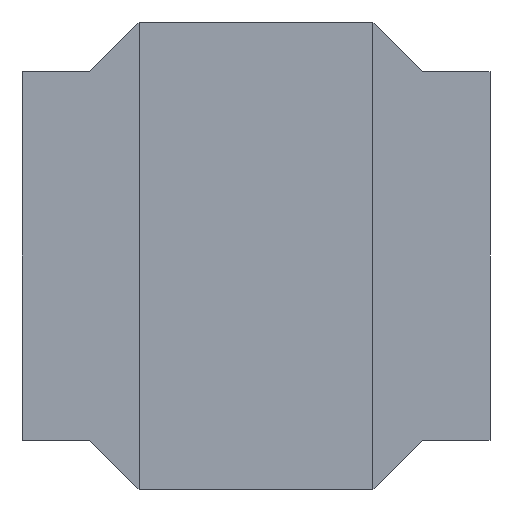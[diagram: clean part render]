
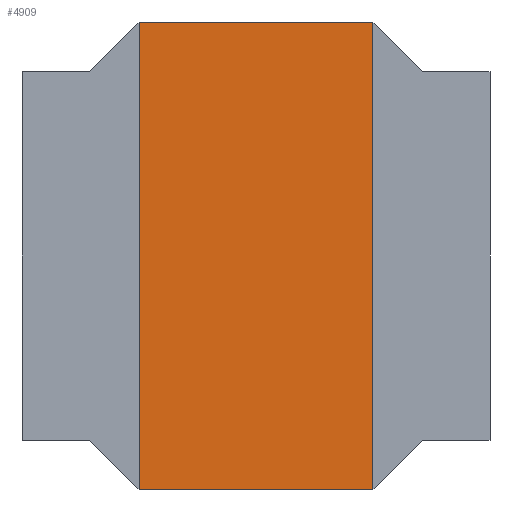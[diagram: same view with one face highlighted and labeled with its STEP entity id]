
A CAD part, front view. The second image highlights one B-rep face of the part: STEP entity #4909.
In plain terms, the highlighted planar face has unit normal (0, -1, 0).
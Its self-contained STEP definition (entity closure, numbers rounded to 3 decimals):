
#191 = LINE ( 'NONE', #192, #746 ) ;
#192 = CARTESIAN_POINT ( 'NONE',  ( 2., 0.2, 4. ) ) ;
#193 = DIRECTION ( 'NONE',  ( 0., 0., 1. ) ) ;
#679 = AXIS2_PLACEMENT_3D ( 'NONE', #6859, #6860, #6861 ) ;
#695 = VECTOR ( 'NONE', #6739, 1000. ) ;
#746 = VECTOR ( 'NONE', #193, 1000. ) ;
#856 = FACE_OUTER_BOUND ( 'NONE', #1617, .T. ) ;
#972 = VERTEX_POINT ( 'NONE', #5477 ) ;
#977 = VERTEX_POINT ( 'NONE', #5482 ) ;
#1617 = EDGE_LOOP ( 'NONE', ( #2508, #2537, #2534, #2526 ) ) ;
#2183 = LINE ( 'NONE', #2184, #7231 ) ;
#2184 = CARTESIAN_POINT ( 'NONE',  ( -2., 0.2, 4. ) ) ;
#2185 = DIRECTION ( 'NONE',  ( -1., 0., 0. ) ) ;
#2402 = VERTEX_POINT ( 'NONE', #3140 ) ;
#2508 = ORIENTED_EDGE ( 'NONE', *, *, #5100, .T. ) ;
#2526 = ORIENTED_EDGE ( 'NONE', *, *, #4869, .T. ) ;
#2534 = ORIENTED_EDGE ( 'NONE', *, *, #5199, .T. ) ;
#2537 = ORIENTED_EDGE ( 'NONE', *, *, #4893, .T. ) ;
#3140 = CARTESIAN_POINT ( 'NONE',  ( -2., 0.2, -4. ) ) ;
#3365 = CARTESIAN_POINT ( 'NONE',  ( -2., 0.2, 4. ) ) ;
#4666 = VERTEX_POINT ( 'NONE', #3365 ) ;
#4869 = EDGE_CURVE ( 'NONE', #977, #972, #191, .T. ) ;
#4893 = EDGE_CURVE ( 'NONE', #4666, #2402, #6737, .T. ) ;
#4909 = ADVANCED_FACE ( 'NONE', ( #856 ), #6858, .F. ) ;
#5100 = EDGE_CURVE ( 'NONE', #972, #4666, #2183, .T. ) ;
#5199 = EDGE_CURVE ( 'NONE', #2402, #977, #7745, .T. ) ;
#5477 = CARTESIAN_POINT ( 'NONE',  ( 2., 0.2, 4. ) ) ;
#5482 = CARTESIAN_POINT ( 'NONE',  ( 2., 0.2, -4. ) ) ;
#6737 = LINE ( 'NONE', #6738, #695 ) ;
#6738 = CARTESIAN_POINT ( 'NONE',  ( -2., 0.2, 4. ) ) ;
#6739 = DIRECTION ( 'NONE',  ( 0., 0., -1. ) ) ;
#6858 = PLANE ( 'NONE',  #679 ) ;
#6859 = CARTESIAN_POINT ( 'NONE',  ( 0., 0.2, 0. ) ) ;
#6860 = DIRECTION ( 'NONE',  ( 0., 1., 0. ) ) ;
#6861 = DIRECTION ( 'NONE',  ( 0., 0., 1. ) ) ;
#7231 = VECTOR ( 'NONE', #2185, 1000. ) ;
#7403 = VECTOR ( 'NONE', #7747, 1000. ) ;
#7745 = LINE ( 'NONE', #7746, #7403 ) ;
#7746 = CARTESIAN_POINT ( 'NONE',  ( 2., 0.2, -4. ) ) ;
#7747 = DIRECTION ( 'NONE',  ( 1., 0., 0. ) ) ;
